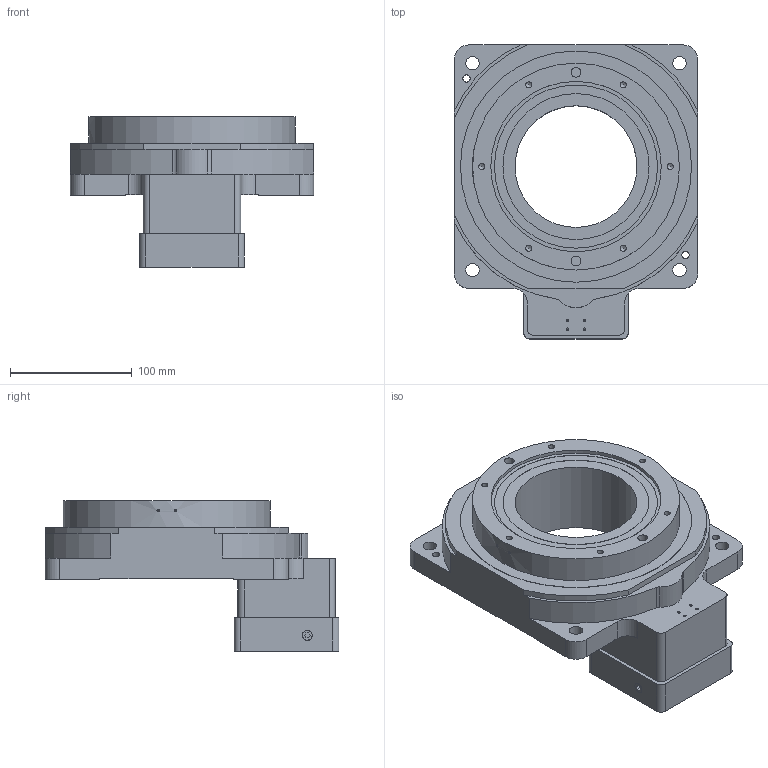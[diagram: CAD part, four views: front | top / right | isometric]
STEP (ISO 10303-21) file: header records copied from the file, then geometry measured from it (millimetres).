
FILE_DESCRIPTION(/* description */ (''),/* implementation_level */ '2;1');
FILE_NAME(/* name */ 'D-00005894.stp',/* time_stamp */ '2024-11-06T13:52:40+01:00',/* author */ ('ivan.kolev'),/* organization */ (''),/* preprocessor_version */ 'ST-DEVELOPER v18.1',/* originating_system */ 'Autodesk Inventor 2021',/* authorisation */ '');
FILE_SCHEMA (('AUTOMOTIVE_DESIGN { 1 0 10303 214 3 1 1 }'));
Length unit declared in the file: millimetre
Products named in the file (1): D-00005894
Bounding box: 200 x 241.5 x 123.5 mm (x, y, z)
Volume: 1979134.6 mm3; surface area: 164674.3 mm2
Topology: 1 solids, 2 shells, 136 faces, 409 edges, 290 vertices
Faces by surface type: cylinder 65, plane 55, cone 16
Full cylindrical faces by diameter (mm): 2.05 x6, 4.2 x4, 5 x6, 6 x2, 8 x3, 8.2 x1, 10 x1, 11 x4, 19 x1, 73 x1, 100 x1, 120 x1, 134 x1, 140 x1, 170 x1, 190 x1
Entity records: 4844 total; most frequent: CARTESIAN_POINT 927, DIRECTION 853, ORIENTED_EDGE 786, EDGE_CURVE 393, AXIS2_PLACEMENT_3D 328, VERTEX_POINT 290, LINE 197, VECTOR 197
